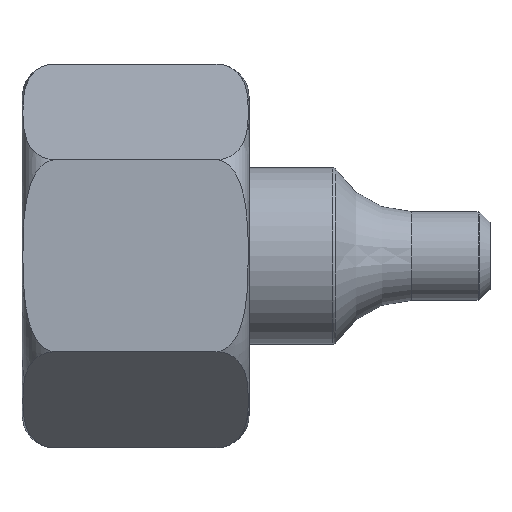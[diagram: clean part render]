
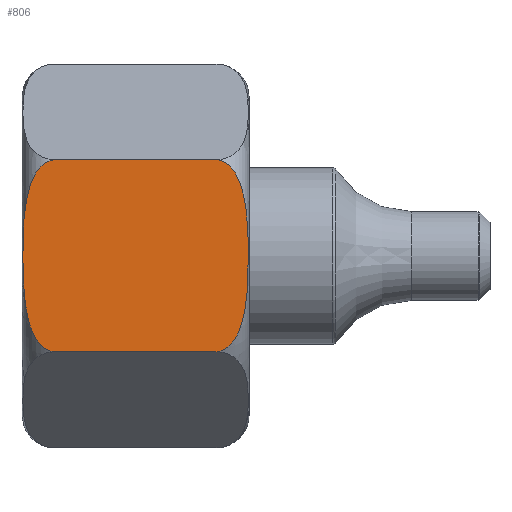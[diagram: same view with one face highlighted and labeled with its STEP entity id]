
A CAD part, top view. The second image highlights one B-rep face of the part: STEP entity #806.
In plain terms, the highlighted planar face has unit normal (0, 0, 1).
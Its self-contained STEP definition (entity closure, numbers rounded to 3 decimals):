
#479=FACE_OUTER_BOUND('',#1062,.T.);
#546=LINE('',#2734,#559);
#547=LINE('',#2739,#560);
#559=VECTOR('',#2246,1.);
#560=VECTOR('',#2251,1.);
#612=B_SPLINE_CURVE_WITH_KNOTS('',3,(#2794,#2795,#2796,#2797,#2798,#2799,
#2800,#2801,#2802,#2803,#2804,#2805,#2806,#2807,#2808,#2809,#2810,#2811),
 .UNSPECIFIED.,.F.,.F.,(4,2,2,2,2,2,2,2,4),(0.,0.062,0.125,
0.25,0.5,0.75,0.875,0.938,1.),.UNSPECIFIED.);
#618=B_SPLINE_CURVE_WITH_KNOTS('',3,(#2895,#2896,#2897,#2898,#2899,#2900,
#2901,#2902,#2903,#2904,#2905,#2906,#2907,#2908,#2909,#2910,#2911,#2912),
 .UNSPECIFIED.,.F.,.F.,(4,2,2,2,2,2,2,2,4),(0.,0.063,0.125,0.25,0.5,0.75,
0.875,0.938,1.),.UNSPECIFIED.);
#806=ADVANCED_FACE('',(#479),#882,.T.);
#882=PLANE('',#2086);
#1062=EDGE_LOOP('',(#1298,#1299,#1300,#1301));
#1298=ORIENTED_EDGE('',*,*,#1817,.T.);
#1299=ORIENTED_EDGE('',*,*,#1826,.T.);
#1300=ORIENTED_EDGE('',*,*,#1819,.T.);
#1301=ORIENTED_EDGE('',*,*,#1836,.T.);
#1655=VERTEX_POINT('',#2728);
#1658=VERTEX_POINT('',#2733);
#1660=VERTEX_POINT('',#2738);
#1661=VERTEX_POINT('',#2740);
#1817=EDGE_CURVE('',#1655,#1658,#546,.T.);
#1819=EDGE_CURVE('',#1661,#1660,#547,.T.);
#1826=EDGE_CURVE('',#1658,#1661,#612,.T.);
#1836=EDGE_CURVE('',#1660,#1655,#618,.T.);
#2086=AXIS2_PLACEMENT_3D('',#2961,#2297,#2298);
#2246=DIRECTION('',(-1.,0.,0.));
#2251=DIRECTION('',(1.,0.,0.));
#2297=DIRECTION('',(0.,0.,1.));
#2298=DIRECTION('',(1.,0.,0.));
#2728=CARTESIAN_POINT('',(17.5,8.652,15.005));
#2733=CARTESIAN_POINT('',(3.,8.652,15.005));
#2734=CARTESIAN_POINT('',(0.,8.652,15.005));
#2738=CARTESIAN_POINT('',(17.5,-8.652,15.005));
#2739=CARTESIAN_POINT('',(0.,-8.652,15.005));
#2740=CARTESIAN_POINT('',(3.,-8.652,15.005));
#2794=CARTESIAN_POINT('',(3.,8.652,15.005));
#2795=CARTESIAN_POINT('',(2.588,8.652,15.005));
#2796=CARTESIAN_POINT('',(2.187,8.469,15.005));
#2797=CARTESIAN_POINT('',(1.556,7.935,15.005));
#2798=CARTESIAN_POINT('',(1.314,7.595,15.005));
#2799=CARTESIAN_POINT('',(0.725,6.503,15.005));
#2800=CARTESIAN_POINT('',(0.52,5.701,15.005));
#2801=CARTESIAN_POINT('',(0.101,3.28,15.005));
#2802=CARTESIAN_POINT('',(0.079,1.647,15.005));
#2803=CARTESIAN_POINT('',(0.079,-1.623,15.005));
#2804=CARTESIAN_POINT('',(0.101,-3.26,15.005));
#2805=CARTESIAN_POINT('',(0.515,-5.677,15.005));
#2806=CARTESIAN_POINT('',(0.722,-6.495,15.005));
#2807=CARTESIAN_POINT('',(1.31,-7.589,15.005));
#2808=CARTESIAN_POINT('',(1.551,-7.929,15.005));
#2809=CARTESIAN_POINT('',(2.185,-8.468,15.005));
#2810=CARTESIAN_POINT('',(2.584,-8.652,15.005));
#2811=CARTESIAN_POINT('',(3.,-8.652,15.005));
#2895=CARTESIAN_POINT('',(17.5,-8.652,15.005));
#2896=CARTESIAN_POINT('',(17.912,-8.652,15.005));
#2897=CARTESIAN_POINT('',(18.313,-8.469,15.005));
#2898=CARTESIAN_POINT('',(18.944,-7.935,15.005));
#2899=CARTESIAN_POINT('',(19.186,-7.595,15.005));
#2900=CARTESIAN_POINT('',(19.775,-6.503,15.005));
#2901=CARTESIAN_POINT('',(19.98,-5.701,15.005));
#2902=CARTESIAN_POINT('',(20.399,-3.28,15.005));
#2903=CARTESIAN_POINT('',(20.421,-1.647,15.005));
#2904=CARTESIAN_POINT('',(20.421,1.623,15.005));
#2905=CARTESIAN_POINT('',(20.399,3.26,15.005));
#2906=CARTESIAN_POINT('',(19.985,5.677,15.005));
#2907=CARTESIAN_POINT('',(19.778,6.495,15.005));
#2908=CARTESIAN_POINT('',(19.19,7.589,15.005));
#2909=CARTESIAN_POINT('',(18.949,7.929,15.005));
#2910=CARTESIAN_POINT('',(18.315,8.468,15.005));
#2911=CARTESIAN_POINT('',(17.916,8.652,15.005));
#2912=CARTESIAN_POINT('',(17.5,8.652,15.005));
#2961=CARTESIAN_POINT('',(22.55,-8.663,15.005));
